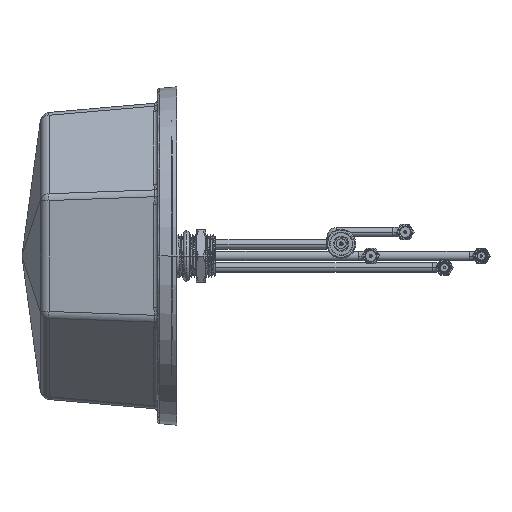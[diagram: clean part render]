
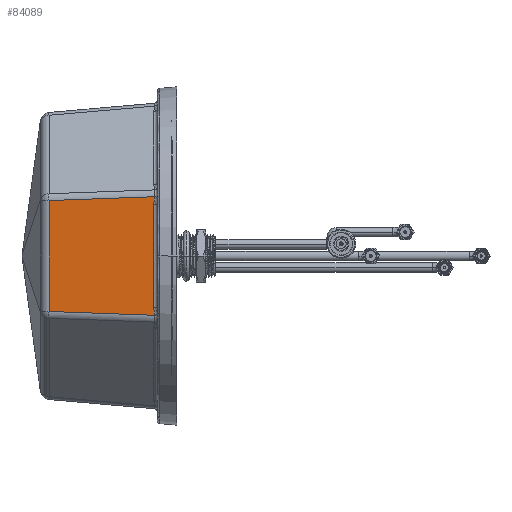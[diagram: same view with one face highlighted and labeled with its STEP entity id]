
A CAD part, left-side view. The second image highlights one B-rep face of the part: STEP entity #84089.
In plain terms, the highlighted planar face has unit normal (-0.996, 0.087, 0).
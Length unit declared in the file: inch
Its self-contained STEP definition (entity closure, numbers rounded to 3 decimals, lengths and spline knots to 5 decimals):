
#987 = CARTESIAN_POINT ( 'NONE',  ( -3.10931, 0.46322, -1.12939 ) ) ;
#2710 = DIRECTION ( 'NONE',  ( 0., 0., -1. ) ) ;
#4957 = CARTESIAN_POINT ( 'NONE',  ( -3.10932, 0.46311, 1.13104 ) ) ;
#5198 = DIRECTION ( 'NONE',  ( 0., 0., -1. ) ) ;
#5360 = CARTESIAN_POINT ( 'NONE',  ( -2.92351, 2.59901, -1.12972 ) ) ;
#5771 = B_SPLINE_CURVE_WITH_KNOTS ( 'NONE', 3,
 ( #50972, #66915, #74671, #95575, #8308, #29132, #21843, #37853, #67403, #987, #14101, #88800, #44158, #95094, #51434, #36415 ),
 .UNSPECIFIED., .F., .F.,
 ( 4, 2, 2, 1, 1, 1, 1, 2, 2, 4 ),
 ( 0., 0.25, 0.375, 0.4375, 0.46875, 0.48438, 0.49219, 0.49609, 0.5, 1. ),
 .UNSPECIFIED. ) ;
#5860 = EDGE_CURVE ( 'NONE', #16547, #24070, #44811, .T. ) ;
#8089 = CARTESIAN_POINT ( 'NONE',  ( -3.1091, 0.46562, 1.05094 ) ) ;
#8308 = CARTESIAN_POINT ( 'NONE',  ( -3.10921, 0.46434, -1.10925 ) ) ;
#9016 = EDGE_LOOP ( 'NONE', ( #68074, #72027, #95386, #59745, #36832, #89314 ) ) ;
#11780 = CARTESIAN_POINT ( 'NONE',  ( -3.10931, 0.46321, 1.12958 ) ) ;
#13673 = CARTESIAN_POINT ( 'NONE',  ( -3.10931, 0.46319, 1.1299 ) ) ;
#14101 = CARTESIAN_POINT ( 'NONE',  ( -3.10931, 0.46319, -1.12983 ) ) ;
#14408 = VERTEX_POINT ( 'NONE', #90186 ) ;
#16547 = VERTEX_POINT ( 'NONE', #42881 ) ;
#18227 = PLANE ( 'NONE',  #92219 ) ;
#19258 = CARTESIAN_POINT ( 'NONE',  ( -3.1091, 0.46562, 1.05094 ) ) ;
#20457 = CARTESIAN_POINT ( 'NONE',  ( -3.10935, 0.46279, 1.13582 ) ) ;
#21843 = CARTESIAN_POINT ( 'NONE',  ( -3.10927, 0.46369, -1.12179 ) ) ;
#24070 = VERTEX_POINT ( 'NONE', #41687 ) ;
#25358 = CARTESIAN_POINT ( 'NONE',  ( -2.92351, 2.59901, 1.12972 ) ) ;
#26064 = LINE ( 'NONE', #19258, #81629 ) ;
#26782 = CARTESIAN_POINT ( 'NONE',  ( -3.10939, 0.46234, 1.1421 ) ) ;
#27167 = DIRECTION ( 'NONE',  ( 0., 0., 1. ) ) ;
#27733 = CARTESIAN_POINT ( 'NONE',  ( -3.10942, 0.46192, 1.14737 ) ) ;
#28595 = LINE ( 'NONE', #5360, #80802 ) ;
#29132 = CARTESIAN_POINT ( 'NONE',  ( -3.10925, 0.46391, -1.11773 ) ) ;
#29473 = EDGE_CURVE ( 'NONE', #14408, #73613, #44827, .T. ) ;
#33748 = FACE_OUTER_BOUND ( 'NONE', #9016, .T. ) ;
#34086 = CARTESIAN_POINT ( 'NONE',  ( -3.10987, 0.45674, 1.19584 ) ) ;
#35040 = CARTESIAN_POINT ( 'NONE',  ( -3.1092, 0.46441, 1.11084 ) ) ;
#35294 = EDGE_CURVE ( 'NONE', #94330, #24070, #5771, .T. ) ;
#35331 = EDGE_CURVE ( 'NONE', #83171, #94330, #26064, .T. ) ;
#35985 = CARTESIAN_POINT ( 'NONE',  ( -3.1091, 0.46562, 1.08465 ) ) ;
#36415 = CARTESIAN_POINT ( 'NONE',  ( -3.11002, 0.45504, -1.20698 ) ) ;
#36832 = ORIENTED_EDGE ( 'NONE', *, *, #35331, .F. ) ;
#37853 = CARTESIAN_POINT ( 'NONE',  ( -3.10929, 0.46342, -1.12621 ) ) ;
#41687 = CARTESIAN_POINT ( 'NONE',  ( -3.11002, 0.45504, -1.20698 ) ) ;
#41819 = CARTESIAN_POINT ( 'NONE',  ( -3.10955, 0.46039, 1.16441 ) ) ;
#42881 = CARTESIAN_POINT ( 'NONE',  ( -2.92351, 2.59901, -1.12972 ) ) ;
#43254 = CARTESIAN_POINT ( 'NONE',  ( -3.1091, 0.46562, 1.05094 ) ) ;
#44158 = CARTESIAN_POINT ( 'NONE',  ( -3.10931, 0.46317, -1.13019 ) ) ;
#44811 = LINE ( 'NONE', #53510, #49765 ) ;
#44827 = B_SPLINE_CURVE_WITH_KNOTS ( 'NONE', 3,
 ( #49278, #79310, #78848, #94361 ),
 .UNSPECIFIED., .F., .F.,
 ( 4, 4 ),
 ( 0., 1. ),
 .UNSPECIFIED. ) ;
#48613 = CARTESIAN_POINT ( 'NONE',  ( -3.10933, 0.46301, 1.13264 ) ) ;
#49223 = CARTESIAN_POINT ( 'NONE',  ( -3.14961, 0., 1.5748 ) ) ;
#49278 = CARTESIAN_POINT ( 'NONE',  ( -3.11002, 0.45504, 1.20698 ) ) ;
#49572 = CARTESIAN_POINT ( 'NONE',  ( -3.10931, 0.46316, 1.13036 ) ) ;
#49765 = VECTOR ( 'NONE', #68508, 39.37008 ) ;
#50972 = CARTESIAN_POINT ( 'NONE',  ( -3.1091, 0.46562, -1.05094 ) ) ;
#51434 = CARTESIAN_POINT ( 'NONE',  ( -3.10973, 0.4584, -1.18496 ) ) ;
#53510 = CARTESIAN_POINT ( 'NONE',  ( -2.92351, 2.59901, -1.12972 ) ) ;
#56504 = EDGE_CURVE ( 'NONE', #16547, #73613, #28595, .T. ) ;
#59745 = ORIENTED_EDGE ( 'NONE', *, *, #35294, .F. ) ;
#64584 = CARTESIAN_POINT ( 'NONE',  ( -3.1095, 0.46103, 1.15773 ) ) ;
#66915 = CARTESIAN_POINT ( 'NONE',  ( -3.1091, 0.46562, -1.06804 ) ) ;
#67403 = CARTESIAN_POINT ( 'NONE',  ( -3.1093, 0.46329, -1.12834 ) ) ;
#68074 = ORIENTED_EDGE ( 'NONE', *, *, #29473, .T. ) ;
#68508 = DIRECTION ( 'NONE',  ( -0.087, -0.996, -0.036 ) ) ;
#69134 = DIRECTION ( 'NONE',  ( 0.996, -0.087, 0. ) ) ;
#70895 = CARTESIAN_POINT ( 'NONE',  ( -3.11002, 0.45504, 1.20698 ) ) ;
#72027 = ORIENTED_EDGE ( 'NONE', *, *, #56504, .F. ) ;
#73613 = VERTEX_POINT ( 'NONE', #25358 ) ;
#74671 = CARTESIAN_POINT ( 'NONE',  ( -3.10913, 0.4653, -1.08323 ) ) ;
#78178 = CARTESIAN_POINT ( 'NONE',  ( -3.10974, 0.45831, 1.1838 ) ) ;
#78848 = CARTESIAN_POINT ( 'NONE',  ( -2.98568, 1.88435, 1.15548 ) ) ;
#79310 = CARTESIAN_POINT ( 'NONE',  ( -3.04785, 1.1697, 1.18123 ) ) ;
#80802 = VECTOR ( 'NONE', #27167, 39.37008 ) ;
#81629 = VECTOR ( 'NONE', #5198, 39.37008 ) ;
#83068 = CARTESIAN_POINT ( 'NONE',  ( -3.1091, 0.46562, -1.05094 ) ) ;
#83171 = VERTEX_POINT ( 'NONE', #8089 ) ;
#83644 = EDGE_CURVE ( 'NONE', #14408, #83171, #84261, .T. ) ;
#84089 = ADVANCED_FACE ( 'NONE', ( #33748 ), #18227, .F. ) ;
#84261 = B_SPLINE_CURVE_WITH_KNOTS ( 'NONE', 3,
 ( #70895, #34086, #78178, #41819, #64584, #27733, #26782, #20457, #48613, #4957, #49572, #13673, #11780, #35040, #35985, #43254 ),
 .UNSPECIFIED., .F., .F.,
 ( 4, 2, 2, 1, 1, 1, 1, 2, 2, 4 ),
 ( 0., 0.25, 0.375, 0.4375, 0.46875, 0.48438, 0.49219, 0.49609, 0.5, 1. ),
 .UNSPECIFIED. ) ;
#88800 = CARTESIAN_POINT ( 'NONE',  ( -3.10931, 0.46317, -1.13013 ) ) ;
#89314 = ORIENTED_EDGE ( 'NONE', *, *, #83644, .F. ) ;
#90186 = CARTESIAN_POINT ( 'NONE',  ( -3.11002, 0.45504, 1.20698 ) ) ;
#92219 = AXIS2_PLACEMENT_3D ( 'NONE', #49223, #69134, #2710 ) ;
#94330 = VERTEX_POINT ( 'NONE', #83068 ) ;
#94361 = CARTESIAN_POINT ( 'NONE',  ( -2.92351, 2.59901, 1.12972 ) ) ;
#95094 = CARTESIAN_POINT ( 'NONE',  ( -3.10948, 0.46127, -1.15942 ) ) ;
#95386 = ORIENTED_EDGE ( 'NONE', *, *, #5860, .T. ) ;
#95575 = CARTESIAN_POINT ( 'NONE',  ( -3.10919, 0.46461, -1.10311 ) ) ;
